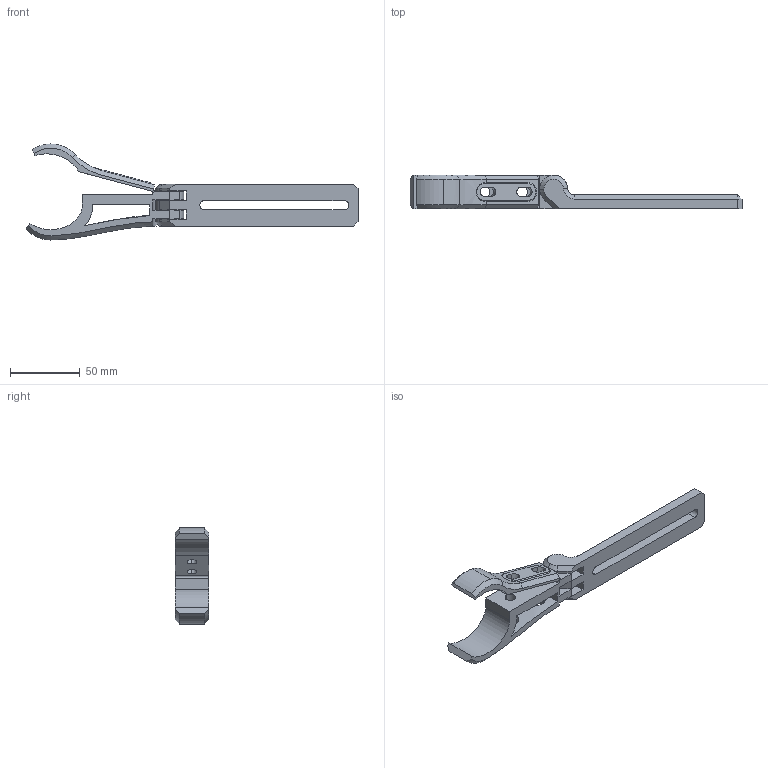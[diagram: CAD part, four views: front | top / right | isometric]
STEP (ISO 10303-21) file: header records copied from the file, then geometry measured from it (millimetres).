
FILE_DESCRIPTION (( 'STEP AP214' ), '1' );
FILE_NAME ('Säulenhalterung_Klemme_01.STEP', '2025-06-04T17:39:17', ( '' ), ( '' ), 'SwSTEP 2.0', 'SolidWorks 2025', '' );
FILE_SCHEMA (( 'AUTOMOTIVE_DESIGN' ));
Length unit declared in the file: millimetre
Products named in the file (1): Säulenhalterung_Klemme_01
Bounding box: 237.91 x 24.14 x 68.85 mm (x, y, z)
Volume: 78261.2 mm3; surface area: 32571.4 mm2
Topology: 2 solids, 2 shells, 137 faces, 372 edges, 241 vertices
Faces by surface type: plane 65, cylinder 48, bspline 14, cone 10
Entity records: 5897 total; most frequent: CARTESIAN_POINT 2423, ORIENTED_EDGE 744, DIRECTION 676, EDGE_CURVE 372, VERTEX_POINT 241, AXIS2_PLACEMENT_3D 227, LINE 222, VECTOR 222
